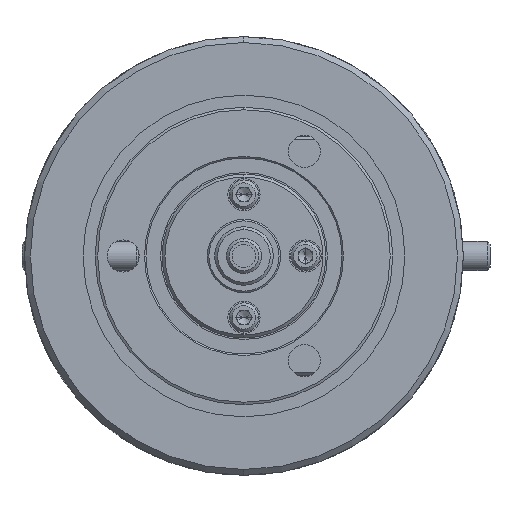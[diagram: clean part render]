
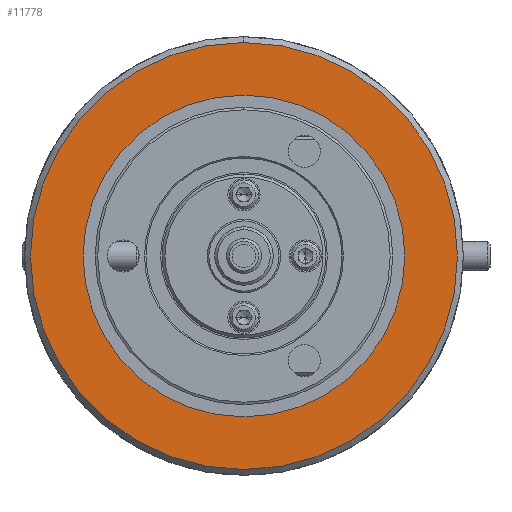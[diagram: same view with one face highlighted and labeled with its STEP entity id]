
A CAD part, left-side view. The second image highlights one B-rep face of the part: STEP entity #11778.
In plain terms, the highlighted planar face has unit normal (-1, 0, 0).
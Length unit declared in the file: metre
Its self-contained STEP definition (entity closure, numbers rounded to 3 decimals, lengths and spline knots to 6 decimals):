
#85 = VERTEX_POINT ( 'NONE', #10341 ) ;
#840 = DIRECTION ( 'NONE',  ( 0., 0., 1. ) ) ;
#1157 = VERTEX_POINT ( 'NONE', #10361 ) ;
#1245 = DIRECTION ( 'NONE',  ( 0., 0., -1. ) ) ;
#1437 = EDGE_CURVE ( 'NONE', #85, #4790, #4137, .T. ) ;
#1449 = CARTESIAN_POINT ( 'NONE',  ( 0., 0., -0.055 ) ) ;
#2109 = AXIS2_PLACEMENT_3D ( 'NONE', #3314, #3036, #1245 ) ;
#2535 = CARTESIAN_POINT ( 'NONE',  ( 0., 0., 0. ) ) ;
#3036 = DIRECTION ( 'NONE',  ( -1., 0., 0. ) ) ;
#3314 = CARTESIAN_POINT ( 'NONE',  ( 0., 0., 0. ) ) ;
#3641 = EDGE_CURVE ( 'NONE', #4790, #85, #5542, .T. ) ;
#3723 = CIRCLE ( 'NONE', #15309, 0.055 ) ;
#3734 = DIRECTION ( 'NONE',  ( 0., 0., 1. ) ) ;
#4137 = CIRCLE ( 'NONE', #2109, 0.073 ) ;
#4790 = VERTEX_POINT ( 'NONE', #6932 ) ;
#5542 = CIRCLE ( 'NONE', #12884, 0.073 ) ;
#5781 = ORIENTED_EDGE ( 'NONE', *, *, #13531, .F. ) ;
#6735 = DIRECTION ( 'NONE',  ( -1., 0., 0. ) ) ;
#6932 = CARTESIAN_POINT ( 'NONE',  ( 0., 0., 0.073 ) ) ;
#7026 = EDGE_LOOP ( 'NONE', ( #7641, #14530 ) ) ;
#7641 = ORIENTED_EDGE ( 'NONE', *, *, #1437, .T. ) ;
#7814 = DIRECTION ( 'NONE',  ( 0., 0., -1. ) ) ;
#7913 = CIRCLE ( 'NONE', #12777, 0.055 ) ;
#7951 = DIRECTION ( 'NONE',  ( -1., 0., 0. ) ) ;
#8019 = ORIENTED_EDGE ( 'NONE', *, *, #9103, .F. ) ;
#8928 = PLANE ( 'NONE',  #13013 ) ;
#9103 = EDGE_CURVE ( 'NONE', #14301, #1157, #7913, .T. ) ;
#10341 = CARTESIAN_POINT ( 'NONE',  ( 0., 0., -0.073 ) ) ;
#10361 = CARTESIAN_POINT ( 'NONE',  ( 0., 0., 0.055 ) ) ;
#10794 = DIRECTION ( 'NONE',  ( -1., 0., 0. ) ) ;
#11530 = FACE_BOUND ( 'NONE', #12537, .T. ) ;
#11778 = ADVANCED_FACE ( 'NONE', ( #14707, #11530 ), #8928, .F. ) ;
#12537 = EDGE_LOOP ( 'NONE', ( #5781, #8019 ) ) ;
#12777 = AXIS2_PLACEMENT_3D ( 'NONE', #2535, #10794, #3734 ) ;
#12884 = AXIS2_PLACEMENT_3D ( 'NONE', #13785, #6735, #14993 ) ;
#13013 = AXIS2_PLACEMENT_3D ( 'NONE', #13673, #14885, #7814 ) ;
#13531 = EDGE_CURVE ( 'NONE', #1157, #14301, #3723, .T. ) ;
#13673 = CARTESIAN_POINT ( 'NONE',  ( 0., 0.075, 0. ) ) ;
#13785 = CARTESIAN_POINT ( 'NONE',  ( 0., 0., 0. ) ) ;
#14301 = VERTEX_POINT ( 'NONE', #1449 ) ;
#14530 = ORIENTED_EDGE ( 'NONE', *, *, #3641, .T. ) ;
#14707 = FACE_OUTER_BOUND ( 'NONE', #7026, .T. ) ;
#14885 = DIRECTION ( 'NONE',  ( 1., 0., 0. ) ) ;
#14993 = DIRECTION ( 'NONE',  ( 0., 0., -1. ) ) ;
#15033 = CARTESIAN_POINT ( 'NONE',  ( 0., 0., 0. ) ) ;
#15309 = AXIS2_PLACEMENT_3D ( 'NONE', #15033, #7951, #840 ) ;
